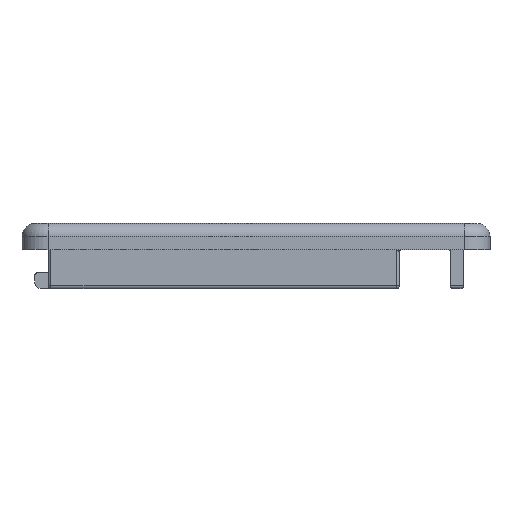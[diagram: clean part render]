
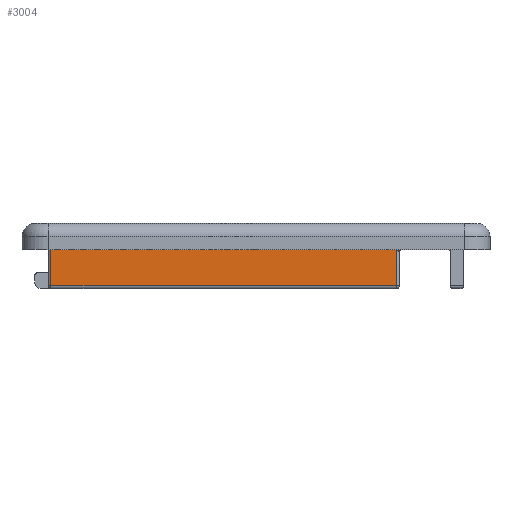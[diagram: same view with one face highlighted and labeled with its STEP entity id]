
A CAD part, left-side view. The second image highlights one B-rep face of the part: STEP entity #3004.
In plain terms, the highlighted planar face has unit normal (-1, 0, 0).
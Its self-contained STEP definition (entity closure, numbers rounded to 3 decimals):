
#440 = CYLINDRICAL_SURFACE('',#441,0.2);
#441 = AXIS2_PLACEMENT_3D('',#442,#443,#444);
#442 = CARTESIAN_POINT('',(-12.625,14.475,32.5));
#443 = DIRECTION('',(0.,-1.,0.));
#444 = DIRECTION('',(-1.,0.,0.));
#901 = PLANE('',#902);
#902 = AXIS2_PLACEMENT_3D('',#903,#904,#905);
#903 = CARTESIAN_POINT('',(0.,-1.5,35.3));
#904 = DIRECTION('',(-0.,-0.,-1.));
#905 = DIRECTION('',(-1.,0.,0.));
#1024 = CYLINDRICAL_SURFACE('',#1025,0.2);
#1025 = AXIS2_PLACEMENT_3D('',#1026,#1027,#1028);
#1026 = CARTESIAN_POINT('',(-12.625,14.275,35.3));
#1027 = DIRECTION('',(0.,0.,-1.));
#1028 = DIRECTION('',(0.,1.,0.));
#1132 = VERTEX_POINT('',#1133);
#1133 = CARTESIAN_POINT('',(-12.825,14.275,32.5));
#1157 = VERTEX_POINT('',#1158);
#1158 = CARTESIAN_POINT('',(-12.825,-12.325,32.5));
#1185 = EDGE_CURVE('',#1132,#1157,#1186,.T.);
#1186 = SURFACE_CURVE('',#1187,(#1191,#1198),.PCURVE_S1.);
#1187 = LINE('',#1188,#1189);
#1188 = CARTESIAN_POINT('',(-12.825,14.475,32.5));
#1189 = VECTOR('',#1190,1.);
#1190 = DIRECTION('',(0.,-1.,0.));
#1191 = PCURVE('',#440,#1192);
#1192 = DEFINITIONAL_REPRESENTATION('',(#1193),#1197);
#1193 = LINE('',#1194,#1195);
#1194 = CARTESIAN_POINT('',(0.,0.));
#1195 = VECTOR('',#1196,1.);
#1196 = DIRECTION('',(0.,1.));
#1197 = ( GEOMETRIC_REPRESENTATION_CONTEXT(2) 
PARAMETRIC_REPRESENTATION_CONTEXT() REPRESENTATION_CONTEXT('2D SPACE',''
  ) );
#1198 = PCURVE('',#1199,#1204);
#1199 = PLANE('',#1200);
#1200 = AXIS2_PLACEMENT_3D('',#1201,#1202,#1203);
#1201 = CARTESIAN_POINT('',(-12.825,14.475,35.3));
#1202 = DIRECTION('',(-1.,-0.,-0.));
#1203 = DIRECTION('',(0.,-1.,0.));
#1204 = DEFINITIONAL_REPRESENTATION('',(#1205),#1209);
#1205 = LINE('',#1206,#1207);
#1206 = CARTESIAN_POINT('',(0.,-2.8));
#1207 = VECTOR('',#1208,1.);
#1208 = DIRECTION('',(1.,0.));
#1209 = ( GEOMETRIC_REPRESENTATION_CONTEXT(2) 
PARAMETRIC_REPRESENTATION_CONTEXT() REPRESENTATION_CONTEXT('2D SPACE',''
  ) );
#1843 = VERTEX_POINT('',#1844);
#1844 = CARTESIAN_POINT('',(-12.825,14.275,35.3));
#1870 = EDGE_CURVE('',#1843,#1871,#1873,.T.);
#1871 = VERTEX_POINT('',#1872);
#1872 = CARTESIAN_POINT('',(-12.825,-12.325,35.3));
#1873 = SURFACE_CURVE('',#1874,(#1878,#1885),.PCURVE_S1.);
#1874 = LINE('',#1875,#1876);
#1875 = CARTESIAN_POINT('',(-12.825,14.475,35.3));
#1876 = VECTOR('',#1877,1.);
#1877 = DIRECTION('',(0.,-1.,0.));
#1878 = PCURVE('',#901,#1879);
#1879 = DEFINITIONAL_REPRESENTATION('',(#1880),#1884);
#1880 = LINE('',#1881,#1882);
#1881 = CARTESIAN_POINT('',(12.825,15.975));
#1882 = VECTOR('',#1883,1.);
#1883 = DIRECTION('',(0.,-1.));
#1884 = ( GEOMETRIC_REPRESENTATION_CONTEXT(2) 
PARAMETRIC_REPRESENTATION_CONTEXT() REPRESENTATION_CONTEXT('2D SPACE',''
  ) );
#1885 = PCURVE('',#1199,#1886);
#1886 = DEFINITIONAL_REPRESENTATION('',(#1887),#1891);
#1887 = LINE('',#1888,#1889);
#1888 = CARTESIAN_POINT('',(0.,0.));
#1889 = VECTOR('',#1890,1.);
#1890 = DIRECTION('',(1.,0.));
#1891 = ( GEOMETRIC_REPRESENTATION_CONTEXT(2) 
PARAMETRIC_REPRESENTATION_CONTEXT() REPRESENTATION_CONTEXT('2D SPACE',''
  ) );
#2923 = EDGE_CURVE('',#1843,#1132,#2924,.T.);
#2924 = SURFACE_CURVE('',#2925,(#2929,#2936),.PCURVE_S1.);
#2925 = LINE('',#2926,#2927);
#2926 = CARTESIAN_POINT('',(-12.825,14.275,35.3));
#2927 = VECTOR('',#2928,1.);
#2928 = DIRECTION('',(0.,0.,-1.));
#2929 = PCURVE('',#1024,#2930);
#2930 = DEFINITIONAL_REPRESENTATION('',(#2931),#2935);
#2931 = LINE('',#2932,#2933);
#2932 = CARTESIAN_POINT('',(-1.571,0.));
#2933 = VECTOR('',#2934,1.);
#2934 = DIRECTION('',(-0.,1.));
#2935 = ( GEOMETRIC_REPRESENTATION_CONTEXT(2) 
PARAMETRIC_REPRESENTATION_CONTEXT() REPRESENTATION_CONTEXT('2D SPACE',''
  ) );
#2936 = PCURVE('',#1199,#2937);
#2937 = DEFINITIONAL_REPRESENTATION('',(#2938),#2942);
#2938 = LINE('',#2939,#2940);
#2939 = CARTESIAN_POINT('',(0.2,0.));
#2940 = VECTOR('',#2941,1.);
#2941 = DIRECTION('',(0.,-1.));
#2942 = ( GEOMETRIC_REPRESENTATION_CONTEXT(2) 
PARAMETRIC_REPRESENTATION_CONTEXT() REPRESENTATION_CONTEXT('2D SPACE',''
  ) );
#2991 = CYLINDRICAL_SURFACE('',#2992,0.2);
#2992 = AXIS2_PLACEMENT_3D('',#2993,#2994,#2995);
#2993 = CARTESIAN_POINT('',(-12.625,-12.325,35.3));
#2994 = DIRECTION('',(0.,0.,-1.));
#2995 = DIRECTION('',(0.,-1.,0.));
#3004 = ADVANCED_FACE('',(#3005),#1199,.T.);
#3005 = FACE_BOUND('',#3006,.T.);
#3006 = EDGE_LOOP('',(#3007,#3008,#3009,#3010));
#3007 = ORIENTED_EDGE('',*,*,#1870,.F.);
#3008 = ORIENTED_EDGE('',*,*,#2923,.T.);
#3009 = ORIENTED_EDGE('',*,*,#1185,.T.);
#3010 = ORIENTED_EDGE('',*,*,#3011,.F.);
#3011 = EDGE_CURVE('',#1871,#1157,#3012,.T.);
#3012 = SURFACE_CURVE('',#3013,(#3017,#3024),.PCURVE_S1.);
#3013 = LINE('',#3014,#3015);
#3014 = CARTESIAN_POINT('',(-12.825,-12.325,35.3));
#3015 = VECTOR('',#3016,1.);
#3016 = DIRECTION('',(0.,0.,-1.));
#3017 = PCURVE('',#1199,#3018);
#3018 = DEFINITIONAL_REPRESENTATION('',(#3019),#3023);
#3019 = LINE('',#3020,#3021);
#3020 = CARTESIAN_POINT('',(26.8,0.));
#3021 = VECTOR('',#3022,1.);
#3022 = DIRECTION('',(0.,-1.));
#3023 = ( GEOMETRIC_REPRESENTATION_CONTEXT(2) 
PARAMETRIC_REPRESENTATION_CONTEXT() REPRESENTATION_CONTEXT('2D SPACE',''
  ) );
#3024 = PCURVE('',#2991,#3025);
#3025 = DEFINITIONAL_REPRESENTATION('',(#3026),#3030);
#3026 = LINE('',#3027,#3028);
#3027 = CARTESIAN_POINT('',(1.571,0.));
#3028 = VECTOR('',#3029,1.);
#3029 = DIRECTION('',(0.,1.));
#3030 = ( GEOMETRIC_REPRESENTATION_CONTEXT(2) 
PARAMETRIC_REPRESENTATION_CONTEXT() REPRESENTATION_CONTEXT('2D SPACE',''
  ) );
